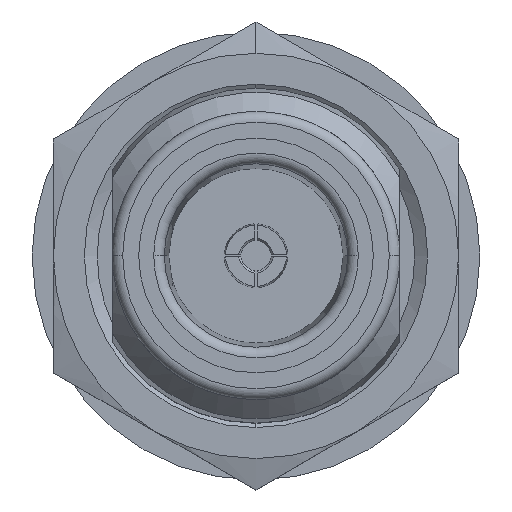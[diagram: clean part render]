
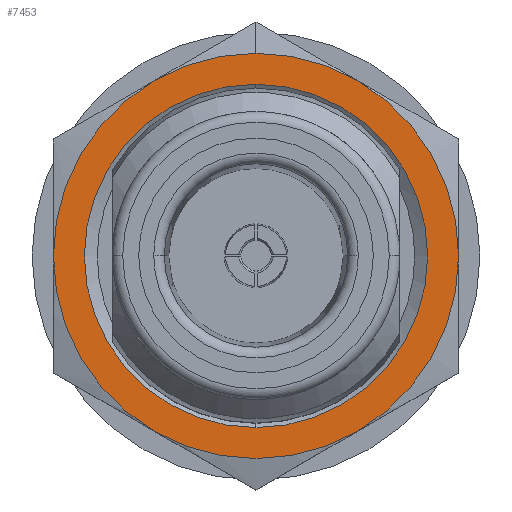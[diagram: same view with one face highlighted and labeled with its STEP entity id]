
A CAD part, top view. The second image highlights one B-rep face of the part: STEP entity #7453.
In plain terms, the highlighted planar face has unit normal (0, 0, 1).
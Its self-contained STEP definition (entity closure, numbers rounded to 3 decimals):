
#32 = CARTESIAN_POINT ( 'NONE',  ( 0., 0., -11.8 ) ) ;
#537 = ORIENTED_EDGE ( 'NONE', *, *, #3755, .T. ) ;
#628 = CARTESIAN_POINT ( 'NONE',  ( 9.5, -16.454, -11.8 ) ) ;
#699 = DIRECTION ( 'NONE',  ( 0., 1., 0. ) ) ;
#719 = CARTESIAN_POINT ( 'NONE',  ( 4.75, -8.227, -11.8 ) ) ;
#800 = CARTESIAN_POINT ( 'NONE',  ( -4.75, 8.227, -11.8 ) ) ;
#897 = EDGE_CURVE ( 'NONE', #1501, #3939, #6731, .T. ) ;
#1217 = EDGE_CURVE ( 'NONE', #4200, #4185, #6308, .T. ) ;
#1273 = PLANE ( 'NONE',  #4417 ) ;
#1306 = DIRECTION ( 'NONE',  ( -1., 0., 0. ) ) ;
#1358 = CARTESIAN_POINT ( 'NONE',  ( 0., 9.5, -11.8 ) ) ;
#1411 = FACE_OUTER_BOUND ( 'NONE', #6508, .T. ) ;
#1418 = DIRECTION ( 'NONE',  ( 0., 0., 1. ) ) ;
#1501 = VERTEX_POINT ( 'NONE', #5162 ) ;
#1508 = DIRECTION ( 'NONE',  ( 0., 0., 1. ) ) ;
#1528 = CARTESIAN_POINT ( 'NONE',  ( 0., 0., -11.8 ) ) ;
#1533 = CARTESIAN_POINT ( 'NONE',  ( 9.5, 0., -11.8 ) ) ;
#1540 = DIRECTION ( 'NONE',  ( 0., 0., 1. ) ) ;
#1958 = CARTESIAN_POINT ( 'NONE',  ( 4.75, 8.227, -11.8 ) ) ;
#1972 = VERTEX_POINT ( 'NONE', #1358 ) ;
#2043 = ORIENTED_EDGE ( 'NONE', *, *, #897, .T. ) ;
#2204 = DIRECTION ( 'NONE',  ( -1., 0., 0. ) ) ;
#2586 = ORIENTED_EDGE ( 'NONE', *, *, #3730, .F. ) ;
#2643 = VERTEX_POINT ( 'NONE', #800 ) ;
#2677 = CARTESIAN_POINT ( 'NONE',  ( 0., 0., -11.8 ) ) ;
#2888 = EDGE_CURVE ( 'NONE', #1972, #2643, #3033, .T. ) ;
#2925 = DIRECTION ( 'NONE',  ( 0., 0., 1. ) ) ;
#3033 = CIRCLE ( 'NONE', #5863, 9.5 ) ;
#3264 = CARTESIAN_POINT ( 'NONE',  ( 0., 0., -11.8 ) ) ;
#3348 = DIRECTION ( 'NONE',  ( 0., 1., 0. ) ) ;
#3622 = DIRECTION ( 'NONE',  ( 0., 0., -1. ) ) ;
#3730 = EDGE_CURVE ( 'NONE', #6058, #6930, #8337, .T. ) ;
#3755 = EDGE_CURVE ( 'NONE', #3939, #1501, #4775, .T. ) ;
#3890 = AXIS2_PLACEMENT_3D ( 'NONE', #7591, #3622, #8284 ) ;
#3904 = ORIENTED_EDGE ( 'NONE', *, *, #2888, .T. ) ;
#3930 = ORIENTED_EDGE ( 'NONE', *, *, #4832, .T. ) ;
#3933 = DIRECTION ( 'NONE',  ( -1., 0., 0. ) ) ;
#3939 = VERTEX_POINT ( 'NONE', #6095 ) ;
#4016 = EDGE_CURVE ( 'NONE', #6058, #1972, #4684, .T. ) ;
#4058 = CARTESIAN_POINT ( 'NONE',  ( -4.75, -8.227, -11.8 ) ) ;
#4185 = VERTEX_POINT ( 'NONE', #4058 ) ;
#4200 = VERTEX_POINT ( 'NONE', #8064 ) ;
#4417 = AXIS2_PLACEMENT_3D ( 'NONE', #628, #5278, #1306 ) ;
#4513 = CIRCLE ( 'NONE', #6931, 9.5 ) ;
#4528 = CIRCLE ( 'NONE', #7440, 9.5 ) ;
#4684 = CIRCLE ( 'NONE', #7968, 9.5 ) ;
#4687 = DIRECTION ( 'NONE',  ( 0., 0., -1. ) ) ;
#4775 = CIRCLE ( 'NONE', #8592, 8.05 ) ;
#4832 = EDGE_CURVE ( 'NONE', #4185, #7510, #6440, .T. ) ;
#5162 = CARTESIAN_POINT ( 'NONE',  ( 0., -8.05, -11.8 ) ) ;
#5278 = DIRECTION ( 'NONE',  ( 0., 0., -1. ) ) ;
#5394 = CARTESIAN_POINT ( 'NONE',  ( 0., 0., -11.8 ) ) ;
#5483 = CARTESIAN_POINT ( 'NONE',  ( 0., 0., -11.8 ) ) ;
#5524 = CARTESIAN_POINT ( 'NONE',  ( 0., 0., -11.8 ) ) ;
#5863 = AXIS2_PLACEMENT_3D ( 'NONE', #5394, #1418, #6050 ) ;
#6050 = DIRECTION ( 'NONE',  ( -1., 0., 0. ) ) ;
#6058 = VERTEX_POINT ( 'NONE', #1958 ) ;
#6095 = CARTESIAN_POINT ( 'NONE',  ( 0., 8.05, -11.8 ) ) ;
#6135 = DIRECTION ( 'NONE',  ( -1., 0., 0. ) ) ;
#6166 = DIRECTION ( 'NONE',  ( 0., 0., 1. ) ) ;
#6182 = ORIENTED_EDGE ( 'NONE', *, *, #1217, .T. ) ;
#6183 = DIRECTION ( 'NONE',  ( -1., 0., 0. ) ) ;
#6245 = AXIS2_PLACEMENT_3D ( 'NONE', #1528, #6166, #2204 ) ;
#6308 = CIRCLE ( 'NONE', #8086, 9.5 ) ;
#6440 = CIRCLE ( 'NONE', #6245, 9.5 ) ;
#6490 = EDGE_LOOP ( 'NONE', ( #2043, #537 ) ) ;
#6508 = EDGE_LOOP ( 'NONE', ( #8146, #6182, #3930, #8381, #2586, #7106, #3904 ) ) ;
#6731 = CIRCLE ( 'NONE', #3890, 8.05 ) ;
#6904 = EDGE_CURVE ( 'NONE', #2643, #4200, #4528, .T. ) ;
#6912 = CARTESIAN_POINT ( 'NONE',  ( 0., 0., -11.8 ) ) ;
#6930 = VERTEX_POINT ( 'NONE', #1533 ) ;
#6931 = AXIS2_PLACEMENT_3D ( 'NONE', #6912, #2925, #7562 ) ;
#7106 = ORIENTED_EDGE ( 'NONE', *, *, #4016, .T. ) ;
#7316 = DIRECTION ( 'NONE',  ( 0., 0., -1. ) ) ;
#7440 = AXIS2_PLACEMENT_3D ( 'NONE', #5483, #1508, #6135 ) ;
#7453 = ADVANCED_FACE ( 'NONE', ( #8497, #1411 ), #1273, .F. ) ;
#7510 = VERTEX_POINT ( 'NONE', #719 ) ;
#7562 = DIRECTION ( 'NONE',  ( -1., 0., 0. ) ) ;
#7591 = CARTESIAN_POINT ( 'NONE',  ( 0., 0., -11.8 ) ) ;
#7667 = EDGE_CURVE ( 'NONE', #7510, #6930, #4513, .T. ) ;
#7676 = AXIS2_PLACEMENT_3D ( 'NONE', #2677, #7316, #3348 ) ;
#7909 = DIRECTION ( 'NONE',  ( 0., 0., 1. ) ) ;
#7968 = AXIS2_PLACEMENT_3D ( 'NONE', #5524, #1540, #6183 ) ;
#8064 = CARTESIAN_POINT ( 'NONE',  ( -9.5, 0., -11.8 ) ) ;
#8086 = AXIS2_PLACEMENT_3D ( 'NONE', #3264, #7909, #3933 ) ;
#8146 = ORIENTED_EDGE ( 'NONE', *, *, #6904, .T. ) ;
#8284 = DIRECTION ( 'NONE',  ( 0., 1., 0. ) ) ;
#8337 = CIRCLE ( 'NONE', #7676, 9.5 ) ;
#8381 = ORIENTED_EDGE ( 'NONE', *, *, #7667, .T. ) ;
#8497 = FACE_BOUND ( 'NONE', #6490, .T. ) ;
#8592 = AXIS2_PLACEMENT_3D ( 'NONE', #32, #4687, #699 ) ;
